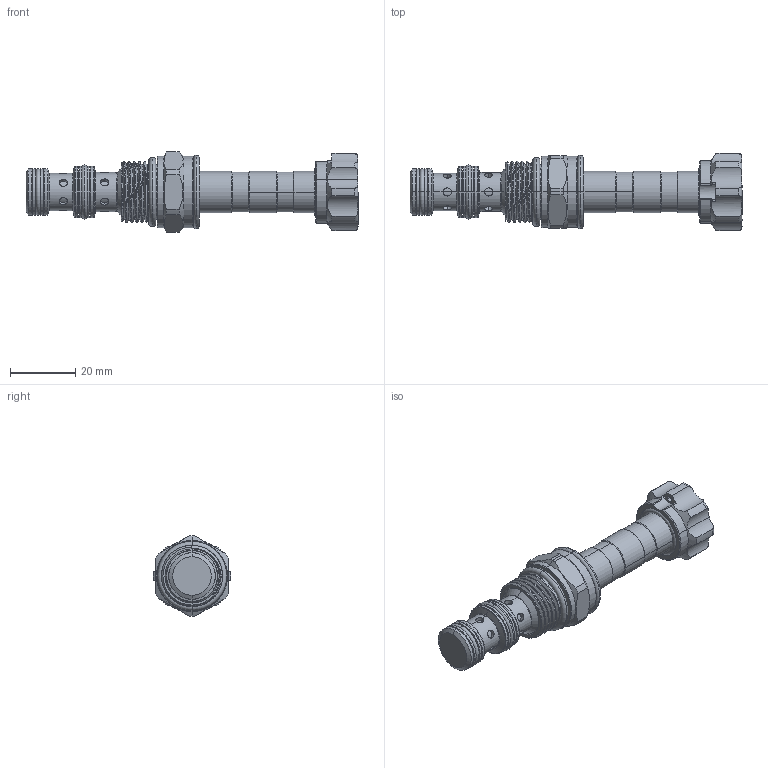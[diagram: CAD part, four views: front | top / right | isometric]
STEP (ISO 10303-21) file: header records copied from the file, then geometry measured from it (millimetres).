
FILE_DESCRIPTION (( 'STEP AP203' ), '1' );
FILE_NAME ('ES08W3A11N04.STEP', '2016-09-06T02:17:24', ( '' ), ( '' ), 'SwSTEP 2.0', 'SolidWorks 2012', '' );
FILE_SCHEMA (( 'CONFIG_CONTROL_DESIGN' ));
Length unit declared in the file: millimetre
Products named in the file (1): ES08W3A11N04
Bounding box: 102.09 x 23.79 x 24.65 mm (x, y, z)
Volume: 20845.9 mm3; surface area: 9341.2 mm2
Topology: 5 solids, 5 shells, 273 faces, 614 edges, 371 vertices
Faces by surface type: cylinder 136, torus 62, cone 39, plane 31, bspline 5
Entity records: 9827 total; most frequent: CARTESIAN_POINT 3706, DIRECTION 1328, ORIENTED_EDGE 1228, EDGE_CURVE 614, AXIS2_PLACEMENT_3D 577, VERTEX_POINT 371, CIRCLE 308, EDGE_LOOP 303
